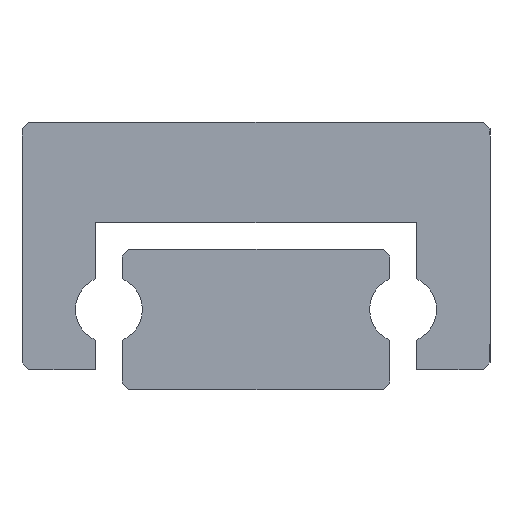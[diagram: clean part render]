
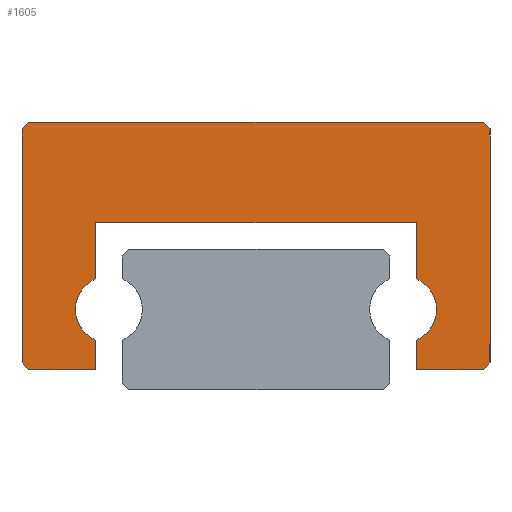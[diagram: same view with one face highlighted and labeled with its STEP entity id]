
A CAD part, left-side view. The second image highlights one B-rep face of the part: STEP entity #1605.
In plain terms, the highlighted planar face has unit normal (-1, 0, 0).
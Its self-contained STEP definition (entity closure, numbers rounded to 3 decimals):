
#129=CIRCLE('',#1746,0.5);
#130=CIRCLE('',#1747,0.5);
#165=FACE_OUTER_BOUND('',#225,.T.);
#225=EDGE_LOOP('',(#1185,#1186,#1187,#1188,#1189,#1190,#1191,#1192,#1193,
#1194,#1195,#1196,#1197,#1198,#1199,#1200));
#315=LINE('',#2280,#486);
#319=LINE('',#2288,#490);
#322=LINE('',#2294,#493);
#323=LINE('',#2296,#494);
#324=LINE('',#2300,#495);
#325=LINE('',#2302,#496);
#326=LINE('',#2304,#497);
#327=LINE('',#2308,#498);
#328=LINE('',#2310,#499);
#329=LINE('',#2312,#500);
#330=LINE('',#2314,#501);
#331=LINE('',#2316,#502);
#332=LINE('',#2318,#503);
#333=LINE('',#2319,#504);
#486=VECTOR('',#1921,10.);
#490=VECTOR('',#1927,10.);
#493=VECTOR('',#1932,10.);
#494=VECTOR('',#1933,10.);
#495=VECTOR('',#1936,10.);
#496=VECTOR('',#1937,10.);
#497=VECTOR('',#1938,10.);
#498=VECTOR('',#1941,10.);
#499=VECTOR('',#1942,10.);
#500=VECTOR('',#1943,10.);
#501=VECTOR('',#1944,10.);
#502=VECTOR('',#1945,10.);
#503=VECTOR('',#1946,10.);
#504=VECTOR('',#1947,10.);
#659=VERTEX_POINT('',#2278);
#660=VERTEX_POINT('',#2279);
#663=VERTEX_POINT('',#2287);
#665=VERTEX_POINT('',#2293);
#666=VERTEX_POINT('',#2295);
#667=VERTEX_POINT('',#2297);
#668=VERTEX_POINT('',#2299);
#669=VERTEX_POINT('',#2301);
#670=VERTEX_POINT('',#2303);
#671=VERTEX_POINT('',#2305);
#672=VERTEX_POINT('',#2307);
#673=VERTEX_POINT('',#2309);
#674=VERTEX_POINT('',#2311);
#675=VERTEX_POINT('',#2313);
#676=VERTEX_POINT('',#2315);
#677=VERTEX_POINT('',#2317);
#879=EDGE_CURVE('',#659,#660,#315,.T.);
#883=EDGE_CURVE('',#663,#660,#319,.T.);
#886=EDGE_CURVE('',#659,#665,#322,.T.);
#887=EDGE_CURVE('',#665,#666,#323,.T.);
#888=EDGE_CURVE('',#666,#667,#129,.T.);
#889=EDGE_CURVE('',#667,#668,#324,.T.);
#890=EDGE_CURVE('',#668,#669,#325,.T.);
#891=EDGE_CURVE('',#669,#670,#326,.T.);
#892=EDGE_CURVE('',#670,#671,#130,.T.);
#893=EDGE_CURVE('',#671,#672,#327,.T.);
#894=EDGE_CURVE('',#672,#673,#328,.T.);
#895=EDGE_CURVE('',#674,#673,#329,.T.);
#896=EDGE_CURVE('',#674,#675,#330,.T.);
#897=EDGE_CURVE('',#676,#675,#331,.T.);
#898=EDGE_CURVE('',#676,#677,#332,.T.);
#899=EDGE_CURVE('',#663,#677,#333,.T.);
#1185=ORIENTED_EDGE('',*,*,#879,.F.);
#1186=ORIENTED_EDGE('',*,*,#886,.T.);
#1187=ORIENTED_EDGE('',*,*,#887,.T.);
#1188=ORIENTED_EDGE('',*,*,#888,.T.);
#1189=ORIENTED_EDGE('',*,*,#889,.T.);
#1190=ORIENTED_EDGE('',*,*,#890,.T.);
#1191=ORIENTED_EDGE('',*,*,#891,.T.);
#1192=ORIENTED_EDGE('',*,*,#892,.T.);
#1193=ORIENTED_EDGE('',*,*,#893,.T.);
#1194=ORIENTED_EDGE('',*,*,#894,.T.);
#1195=ORIENTED_EDGE('',*,*,#895,.F.);
#1196=ORIENTED_EDGE('',*,*,#896,.T.);
#1197=ORIENTED_EDGE('',*,*,#897,.F.);
#1198=ORIENTED_EDGE('',*,*,#898,.T.);
#1199=ORIENTED_EDGE('',*,*,#899,.F.);
#1200=ORIENTED_EDGE('',*,*,#883,.T.);
#1555=PLANE('',#1745);
#1605=ADVANCED_FACE('',(#165),#1555,.F.);
#1745=AXIS2_PLACEMENT_3D('',#2292,#1930,#1931);
#1746=AXIS2_PLACEMENT_3D('',#2298,#1934,#1935);
#1747=AXIS2_PLACEMENT_3D('',#2306,#1939,#1940);
#1921=DIRECTION('',(0.,0.707,0.707));
#1927=DIRECTION('',(0.,0.,-1.));
#1930=DIRECTION('center_axis',(1.,0.,0.));
#1931=DIRECTION('ref_axis',(0.,0.,-1.));
#1932=DIRECTION('',(0.,-1.,0.));
#1933=DIRECTION('',(0.,0.,1.));
#1934=DIRECTION('center_axis',(1.,0.,0.));
#1935=DIRECTION('ref_axis',(0.,-0.4,0.917));
#1936=DIRECTION('',(0.,0.,1.));
#1937=DIRECTION('',(0.,-1.,0.));
#1938=DIRECTION('',(0.,0.,-1.));
#1939=DIRECTION('center_axis',(1.,0.,0.));
#1940=DIRECTION('ref_axis',(0.,0.4,-0.917));
#1941=DIRECTION('',(0.,0.,-1.));
#1942=DIRECTION('',(0.,-1.,0.));
#1943=DIRECTION('',(0.,0.707,-0.707));
#1944=DIRECTION('',(0.,0.,1.));
#1945=DIRECTION('',(0.,-0.707,-0.707));
#1946=DIRECTION('',(0.,1.,0.));
#1947=DIRECTION('',(0.,-0.707,0.707));
#2278=CARTESIAN_POINT('',(-12.5,3.4,-0.9));
#2279=CARTESIAN_POINT('',(-12.5,3.5,-0.8));
#2280=CARTESIAN_POINT('',(-12.5,3.109,-1.191));
#2287=CARTESIAN_POINT('',(-12.5,3.5,2.7));
#2288=CARTESIAN_POINT('',(-12.5,3.5,-0.9));
#2292=CARTESIAN_POINT('Origin',(-12.5,0.,1.236));
#2293=CARTESIAN_POINT('',(-12.5,2.4,-0.9));
#2294=CARTESIAN_POINT('',(-12.5,2.4,-0.9));
#2295=CARTESIAN_POINT('',(-12.5,2.4,-0.458));
#2296=CARTESIAN_POINT('',(-12.5,2.4,-0.458));
#2297=CARTESIAN_POINT('',(-12.5,2.4,0.458));
#2298=CARTESIAN_POINT('Origin',(-12.5,2.2,0.));
#2299=CARTESIAN_POINT('',(-12.5,2.4,1.3));
#2300=CARTESIAN_POINT('',(-12.5,2.4,1.3));
#2301=CARTESIAN_POINT('',(-12.5,-2.4,1.3));
#2302=CARTESIAN_POINT('',(-12.5,-2.4,1.3));
#2303=CARTESIAN_POINT('',(-12.5,-2.4,0.458));
#2304=CARTESIAN_POINT('',(-12.5,-2.4,0.458));
#2305=CARTESIAN_POINT('',(-12.5,-2.4,-0.458));
#2306=CARTESIAN_POINT('Origin',(-12.5,-2.2,0.));
#2307=CARTESIAN_POINT('',(-12.5,-2.4,-0.9));
#2308=CARTESIAN_POINT('',(-12.5,-2.4,-0.9));
#2309=CARTESIAN_POINT('',(-12.5,-3.4,-0.9));
#2310=CARTESIAN_POINT('',(-12.5,-3.5,-0.9));
#2311=CARTESIAN_POINT('',(-12.5,-3.5,-0.8));
#2312=CARTESIAN_POINT('',(-12.5,-3.109,-1.191));
#2313=CARTESIAN_POINT('',(-12.5,-3.5,2.7));
#2314=CARTESIAN_POINT('',(-12.5,-3.5,2.8));
#2315=CARTESIAN_POINT('',(-12.5,-3.4,2.8));
#2316=CARTESIAN_POINT('',(-12.5,-2.966,3.234));
#2317=CARTESIAN_POINT('',(-12.5,3.4,2.8));
#2318=CARTESIAN_POINT('',(-12.5,3.5,2.8));
#2319=CARTESIAN_POINT('',(-12.5,2.966,3.234));
